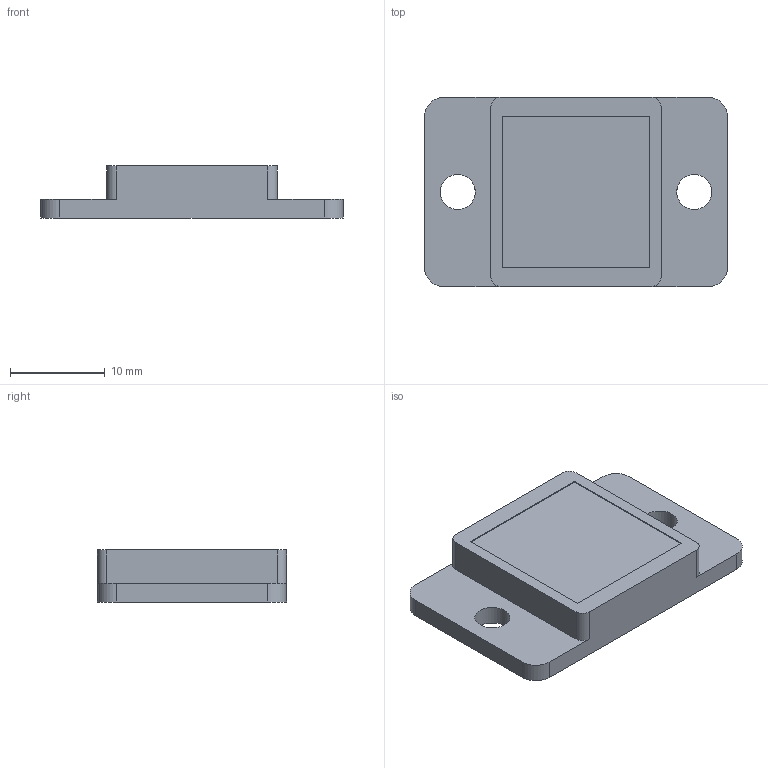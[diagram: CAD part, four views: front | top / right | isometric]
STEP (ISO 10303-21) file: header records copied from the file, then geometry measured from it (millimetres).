
FILE_DESCRIPTION( ( 'STEP AP214' ), '1' );
FILE_NAME( 'LXU-0001-032.stp', '2022-03-08T14:27:32', ( 'License CC BY-ND 4.0' ), ( 'CADENAS' ), ' ', 'PARTsolutions', ' ' );
FILE_SCHEMA( ( 'AUTOMOTIVE_DESIGN { 1 0 10303 214 1 1 1 1 }' ) );
Length unit declared in the file: millimetre
Products named in the file (1): _LXU-0001-032
Bounding box: 32 x 20 x 5.5 mm (x, y, z)
Volume: 2462.2 mm3; surface area: 1744.1 mm2
Topology: 1 solids, 1 shells, 25 faces, 66 edges, 44 vertices
Faces by surface type: plane 15, cylinder 10
Full cylindrical faces by diameter (mm): 3.7 x2
Entity records: 994 total; most frequent: DIRECTION 136, CARTESIAN_POINT 134, ORIENTED_EDGE 128, EDGE_CURVE 64, AXIS2_PLACEMENT_3D 46, VERTEX_POINT 44, LINE 44, VECTOR 44
